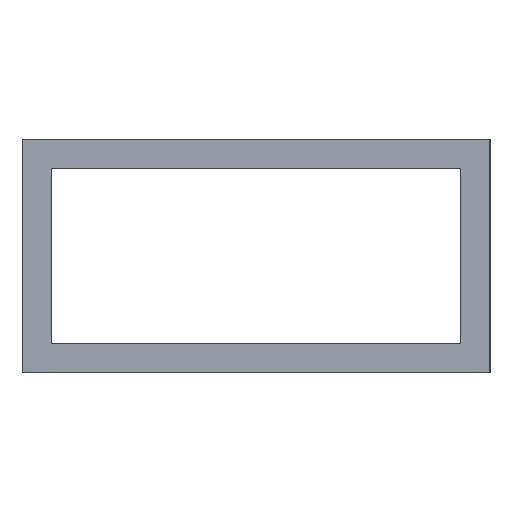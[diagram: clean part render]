
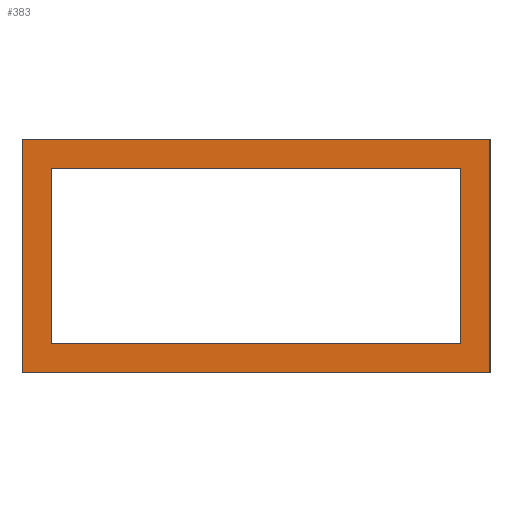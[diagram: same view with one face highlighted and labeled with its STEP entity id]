
A CAD part, left-side view. The second image highlights one B-rep face of the part: STEP entity #383.
In plain terms, the highlighted planar face has unit normal (-1, 0, 0).
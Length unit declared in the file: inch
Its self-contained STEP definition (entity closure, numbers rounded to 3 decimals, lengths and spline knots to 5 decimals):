
#382 = ORIENTED_EDGE ( 'NONE', *, *, #9623, .T. ) ;
#383 = ADVANCED_FACE ( 'NONE', ( #12351, #13567 ), #6924, .F. ) ;
#562 = CARTESIAN_POINT ( 'NONE',  ( -23.5, 1., 0.5 ) ) ;
#750 = VERTEX_POINT ( 'NONE', #4847 ) ;
#769 = CARTESIAN_POINT ( 'NONE',  ( -23.5, 0., -0.375 ) ) ;
#787 = CARTESIAN_POINT ( 'NONE',  ( -23.5, -1., -0.5 ) ) ;
#1008 = DIRECTION ( 'NONE',  ( 0., -1., 0. ) ) ;
#1084 = LINE ( 'NONE', #13910, #13546 ) ;
#1361 = CARTESIAN_POINT ( 'NONE',  ( -23.5, -1., 0.5 ) ) ;
#1695 = VECTOR ( 'NONE', #4836, 39.37008 ) ;
#1779 = VECTOR ( 'NONE', #1008, 39.37008 ) ;
#2192 = EDGE_CURVE ( 'NONE', #3827, #4305, #4778, .T. ) ;
#2417 = CARTESIAN_POINT ( 'NONE',  ( -23.5, 1., 0.5 ) ) ;
#2582 = VERTEX_POINT ( 'NONE', #3557 ) ;
#2602 = DIRECTION ( 'NONE',  ( 0., -1., 0. ) ) ;
#3145 = LINE ( 'NONE', #7546, #5049 ) ;
#3488 = ORIENTED_EDGE ( 'NONE', *, *, #9791, .T. ) ;
#3557 = CARTESIAN_POINT ( 'NONE',  ( -23.5, 1., -0.5 ) ) ;
#3804 = DIRECTION ( 'NONE',  ( 1., 0., 0. ) ) ;
#3827 = VERTEX_POINT ( 'NONE', #11483 ) ;
#4071 = LINE ( 'NONE', #10631, #1779 ) ;
#4194 = VERTEX_POINT ( 'NONE', #9008 ) ;
#4262 = LINE ( 'NONE', #769, #9838 ) ;
#4305 = VERTEX_POINT ( 'NONE', #11082 ) ;
#4778 = LINE ( 'NONE', #6909, #14050 ) ;
#4836 = DIRECTION ( 'NONE',  ( 0., 0., 1. ) ) ;
#4840 = VECTOR ( 'NONE', #2602, 39.37008 ) ;
#4847 = CARTESIAN_POINT ( 'NONE',  ( -23.5, 0.875, 0.375 ) ) ;
#4865 = AXIS2_PLACEMENT_3D ( 'NONE', #6780, #3804, #9000 ) ;
#5049 = VECTOR ( 'NONE', #10484, 39.37008 ) ;
#5286 = EDGE_CURVE ( 'NONE', #2582, #10720, #8108, .T. ) ;
#5337 = LINE ( 'NONE', #8329, #13912 ) ;
#6292 = EDGE_CURVE ( 'NONE', #10720, #8826, #4071, .T. ) ;
#6780 = CARTESIAN_POINT ( 'NONE',  ( -23.5, 0., 0. ) ) ;
#6909 = CARTESIAN_POINT ( 'NONE',  ( -23.5, -0.875, 0. ) ) ;
#6924 = PLANE ( 'NONE',  #4865 ) ;
#7077 = LINE ( 'NONE', #8949, #4840 ) ;
#7304 = ORIENTED_EDGE ( 'NONE', *, *, #6292, .F. ) ;
#7317 = DIRECTION ( 'NONE',  ( 0., 0., -1. ) ) ;
#7546 = CARTESIAN_POINT ( 'NONE',  ( -23.5, 0.875, 0. ) ) ;
#8108 = LINE ( 'NONE', #2417, #1695 ) ;
#8329 = CARTESIAN_POINT ( 'NONE',  ( -23.5, -1., 0.5 ) ) ;
#8826 = VERTEX_POINT ( 'NONE', #1361 ) ;
#8949 = CARTESIAN_POINT ( 'NONE',  ( -23.5, 0., 0.375 ) ) ;
#8960 = EDGE_LOOP ( 'NONE', ( #13590, #10766, #7304, #13495 ) ) ;
#9000 = DIRECTION ( 'NONE',  ( 0., 0., -1. ) ) ;
#9008 = CARTESIAN_POINT ( 'NONE',  ( -23.5, 0.875, -0.375 ) ) ;
#9217 = VERTEX_POINT ( 'NONE', #787 ) ;
#9623 = EDGE_CURVE ( 'NONE', #4305, #4194, #4262, .T. ) ;
#9791 = EDGE_CURVE ( 'NONE', #750, #3827, #7077, .T. ) ;
#9838 = VECTOR ( 'NONE', #11537, 39.37008 ) ;
#10484 = DIRECTION ( 'NONE',  ( 0., 0., 1. ) ) ;
#10631 = CARTESIAN_POINT ( 'NONE',  ( -23.5, -1., 0.5 ) ) ;
#10720 = VERTEX_POINT ( 'NONE', #562 ) ;
#10766 = ORIENTED_EDGE ( 'NONE', *, *, #12904, .F. ) ;
#11082 = CARTESIAN_POINT ( 'NONE',  ( -23.5, -0.875, -0.375 ) ) ;
#11196 = DIRECTION ( 'NONE',  ( 0., 0., -1. ) ) ;
#11483 = CARTESIAN_POINT ( 'NONE',  ( -23.5, -0.875, 0.375 ) ) ;
#11537 = DIRECTION ( 'NONE',  ( 0., 1., 0. ) ) ;
#11913 = DIRECTION ( 'NONE',  ( 0., 1., 0. ) ) ;
#12351 = FACE_OUTER_BOUND ( 'NONE', #8960, .T. ) ;
#12560 = EDGE_CURVE ( 'NONE', #4194, #750, #3145, .T. ) ;
#12904 = EDGE_CURVE ( 'NONE', #8826, #9217, #5337, .T. ) ;
#12933 = ORIENTED_EDGE ( 'NONE', *, *, #2192, .T. ) ;
#12943 = EDGE_LOOP ( 'NONE', ( #382, #13554, #3488, #12933 ) ) ;
#13495 = ORIENTED_EDGE ( 'NONE', *, *, #5286, .F. ) ;
#13546 = VECTOR ( 'NONE', #11913, 39.37008 ) ;
#13554 = ORIENTED_EDGE ( 'NONE', *, *, #12560, .T. ) ;
#13567 = FACE_BOUND ( 'NONE', #12943, .T. ) ;
#13590 = ORIENTED_EDGE ( 'NONE', *, *, #13780, .F. ) ;
#13780 = EDGE_CURVE ( 'NONE', #9217, #2582, #1084, .T. ) ;
#13910 = CARTESIAN_POINT ( 'NONE',  ( -23.5, -1., -0.5 ) ) ;
#13912 = VECTOR ( 'NONE', #7317, 39.37008 ) ;
#14050 = VECTOR ( 'NONE', #11196, 39.37008 ) ;
